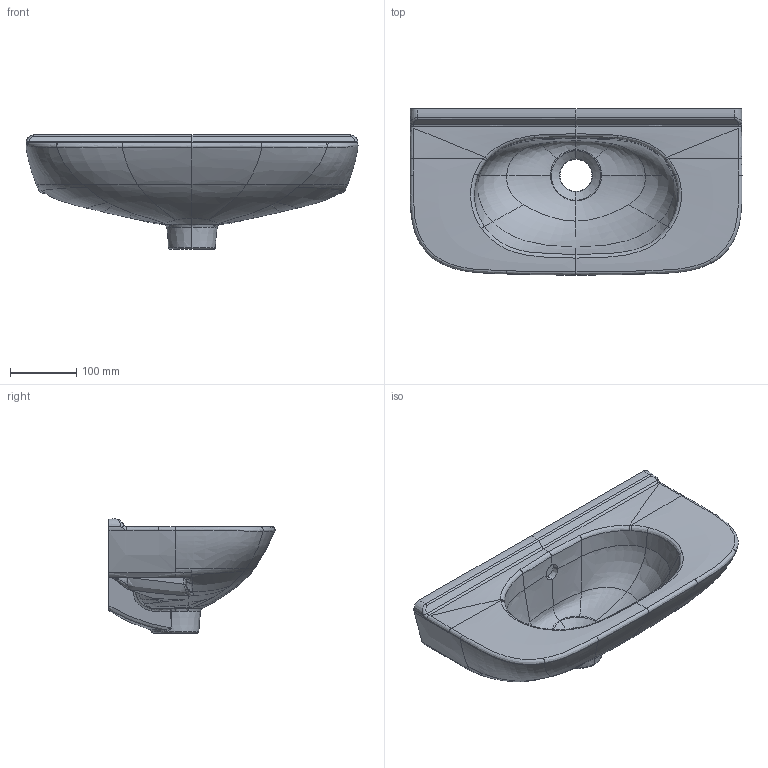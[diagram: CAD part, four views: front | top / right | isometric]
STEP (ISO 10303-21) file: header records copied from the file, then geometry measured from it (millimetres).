
FILE_DESCRIPTION(/* description */ (''),/* implementation_level */ '2;1');
FILE_NAME(/* name */ '536150_O-novo_HWB-Compact.stp',/* time_stamp */ '2019-03-13T13:23:23+01:00',/* author */ (''),/* organization */ (''),/* preprocessor_version */ 'ST-DEVELOPER v16',/* originating_system */ 'SIEMENS PLM Software NX 10.0',/* authorisation */ '');
FILE_SCHEMA (('AUTOMOTIVE_DESIGN { 1 0 10303 214 3 1 1 1 }'));
Products named in the file (1): Sier18D045B4ajli
Bounding box: 500.39 x 250.51 x 171.99 mm (x, y, z)
Volume: 5347129.2 mm3; surface area: 443194.4 mm2
Topology: 1 solids, 1 shells, 280 faces, 694 edges, 412 vertices
Faces by surface type: bspline 227, plane 23, sphere 10, cylinder 8, torus 4, cone 4, extrusion 4
Full cylindrical faces by diameter (mm): 48.261 x1
Entity records: 47140 total; most frequent: CARTESIAN_POINT 42623, ORIENTED_EDGE 1382, EDGE_CURVE 691, B_SPLINE_CURVE_WITH_KNOTS 548, VERTEX_POINT 412, EDGE_LOOP 281, ADVANCED_FACE 280, FACE_OUTER_BOUND 279
